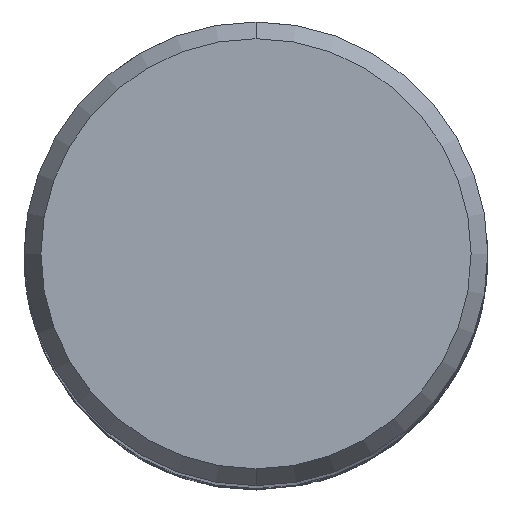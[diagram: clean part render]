
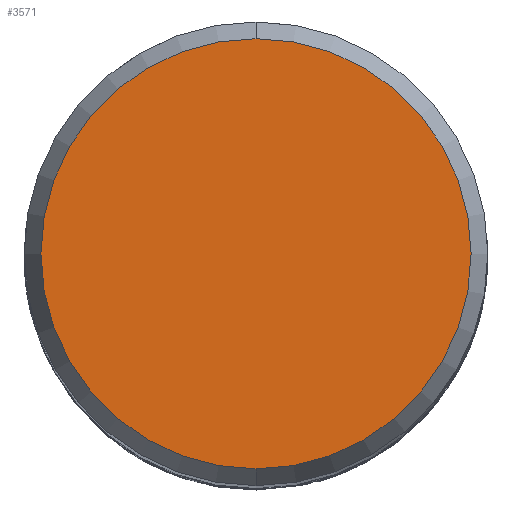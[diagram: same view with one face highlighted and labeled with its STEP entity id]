
A CAD part, top view. The second image highlights one B-rep face of the part: STEP entity #3571.
In plain terms, the highlighted planar face has unit normal (0, 0, 1).
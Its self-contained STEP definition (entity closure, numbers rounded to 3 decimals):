
#1337=EDGE_CURVE('',#3395,#1557,#3861,.T.);
#1557=VERTEX_POINT('',#4097);
#2765=EDGE_CURVE('',#1557,#3395,#5420,.T.);
#3395=VERTEX_POINT('',#6102);
#3571=ADVANCED_FACE('',(#6292),#6293,.T.);
#3861=CIRCLE('',#7265,7.423);
#4097=CARTESIAN_POINT('',(0.,-7.423,0.0));
#5420=CIRCLE('',#22881,7.423);
#6102=CARTESIAN_POINT('',(0.0,7.423,0.0));
#6292=FACE_OUTER_BOUND('',#29434,.T.);
#6293=PLANE('',#29435);
#7265=AXIS2_PLACEMENT_3D('',#31461,#31462,#31463);
#22881=AXIS2_PLACEMENT_3D('',#33117,#33118,#33119);
#29434=EDGE_LOOP('',(#33998,#33999));
#29435=AXIS2_PLACEMENT_3D('',#34000,#34001,#34002);
#31461=CARTESIAN_POINT('',(0.0,0.0,0.0));
#31462=DIRECTION('',(0.0,0.0,-1.0));
#31463=DIRECTION('',(0.0,1.0,0.0));
#33117=CARTESIAN_POINT('',(0.0,0.0,0.0));
#33118=DIRECTION('',(0.0,0.0,-1.0));
#33119=DIRECTION('',(0.0,1.0,0.0));
#33998=ORIENTED_EDGE('',*,*,#1337,.F.);
#33999=ORIENTED_EDGE('',*,*,#2765,.F.);
#34000=CARTESIAN_POINT('',(0.0,3.711,0.0));
#34001=DIRECTION('',(-0.0,0.0,1.0));
#34002=DIRECTION('',(0.0,-1.0,0.0));
